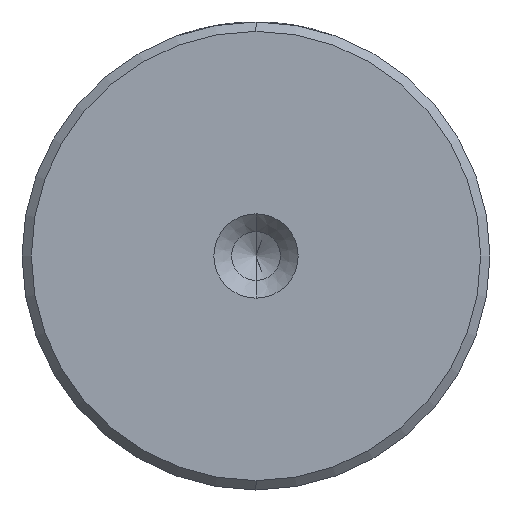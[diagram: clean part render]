
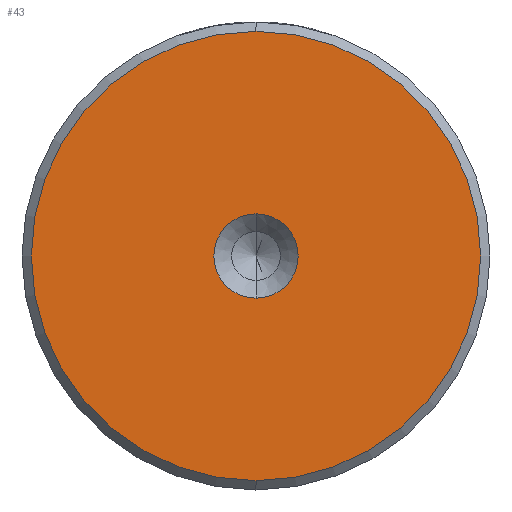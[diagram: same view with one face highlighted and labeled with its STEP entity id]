
A CAD part, left-side view. The second image highlights one B-rep face of the part: STEP entity #43.
In plain terms, the highlighted planar face has unit normal (-1, 0, 0).
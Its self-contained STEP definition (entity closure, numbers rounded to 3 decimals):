
#22 = CIRCLE ( 'NONE', #1132, 12. ) ;
#43 = ADVANCED_FACE ( 'NONE', ( #319, #832 ), #2012, .T. ) ;
#82 = AXIS2_PLACEMENT_3D ( 'NONE', #1848, #1501, #1341 ) ;
#178 = DIRECTION ( 'NONE',  ( -1., 0., 0. ) ) ;
#208 = CARTESIAN_POINT ( 'NONE',  ( 0., 0., -12. ) ) ;
#319 = FACE_OUTER_BOUND ( 'NONE', #757, .T. ) ;
#333 = AXIS2_PLACEMENT_3D ( 'NONE', #1396, #385, #1556 ) ;
#358 = VERTEX_POINT ( 'NONE', #824 ) ;
#385 = DIRECTION ( 'NONE',  ( -1., 0., 0. ) ) ;
#414 = CIRCLE ( 'NONE', #725, 2.25 ) ;
#478 = EDGE_CURVE ( 'NONE', #1778, #358, #414, .T. ) ;
#522 = ORIENTED_EDGE ( 'NONE', *, *, #595, .T. ) ;
#595 = EDGE_CURVE ( 'NONE', #1230, #1644, #1532, .T. ) ;
#697 = EDGE_LOOP ( 'NONE', ( #1511, #2058 ) ) ;
#701 = DIRECTION ( 'NONE',  ( -1., 0., 0. ) ) ;
#707 = EDGE_CURVE ( 'NONE', #1644, #1230, #22, .T. ) ;
#725 = AXIS2_PLACEMENT_3D ( 'NONE', #1710, #701, #1875 ) ;
#757 = EDGE_LOOP ( 'NONE', ( #1640, #522 ) ) ;
#824 = CARTESIAN_POINT ( 'NONE',  ( 0., 0., -2.25 ) ) ;
#832 = FACE_BOUND ( 'NONE', #697, .T. ) ;
#868 = DIRECTION ( 'NONE',  ( -1., 0., 0. ) ) ;
#944 = CARTESIAN_POINT ( 'NONE',  ( 0., 0., 2.25 ) ) ;
#993 = AXIS2_PLACEMENT_3D ( 'NONE', #1873, #868, #2036 ) ;
#1044 = CARTESIAN_POINT ( 'NONE',  ( 0., 0., 12. ) ) ;
#1132 = AXIS2_PLACEMENT_3D ( 'NONE', #1187, #178, #1364 ) ;
#1187 = CARTESIAN_POINT ( 'NONE',  ( 0., 0., 0. ) ) ;
#1230 = VERTEX_POINT ( 'NONE', #1044 ) ;
#1341 = DIRECTION ( 'NONE',  ( 0., 0., 1. ) ) ;
#1364 = DIRECTION ( 'NONE',  ( 0., 0., 1. ) ) ;
#1396 = CARTESIAN_POINT ( 'NONE',  ( 0., 0., 0. ) ) ;
#1501 = DIRECTION ( 'NONE',  ( -1., 0., 0. ) ) ;
#1511 = ORIENTED_EDGE ( 'NONE', *, *, #478, .F. ) ;
#1532 = CIRCLE ( 'NONE', #333, 12. ) ;
#1556 = DIRECTION ( 'NONE',  ( 0., 0., 1. ) ) ;
#1640 = ORIENTED_EDGE ( 'NONE', *, *, #707, .T. ) ;
#1644 = VERTEX_POINT ( 'NONE', #208 ) ;
#1710 = CARTESIAN_POINT ( 'NONE',  ( 0., 0., 0. ) ) ;
#1778 = VERTEX_POINT ( 'NONE', #944 ) ;
#1848 = CARTESIAN_POINT ( 'NONE',  ( 0., 0., 0. ) ) ;
#1861 = CIRCLE ( 'NONE', #993, 2.25 ) ;
#1873 = CARTESIAN_POINT ( 'NONE',  ( 0., 0., 0. ) ) ;
#1875 = DIRECTION ( 'NONE',  ( 0., 0., 1. ) ) ;
#1921 = EDGE_CURVE ( 'NONE', #358, #1778, #1861, .T. ) ;
#2012 = PLANE ( 'NONE',  #82 ) ;
#2036 = DIRECTION ( 'NONE',  ( 0., 0., 1. ) ) ;
#2058 = ORIENTED_EDGE ( 'NONE', *, *, #1921, .F. ) ;
